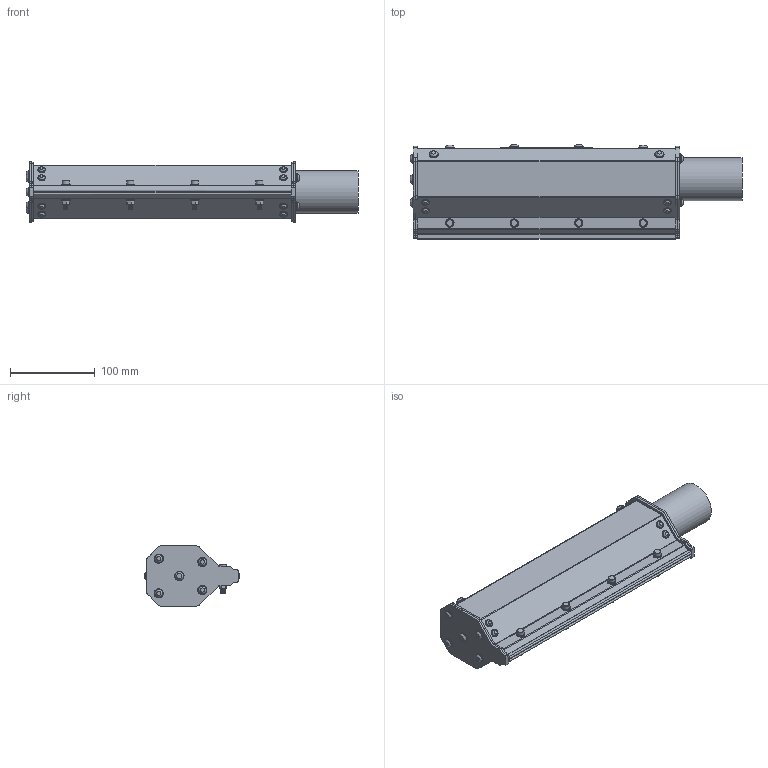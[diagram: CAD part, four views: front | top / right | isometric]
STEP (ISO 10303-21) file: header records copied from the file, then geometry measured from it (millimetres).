
FILE_DESCRIPTION(/* description */ (''),/* implementation_level */ '2;1');
FILE_NAME(/* name */ 'KA2030912 AIR KNIFE, .125 X 12 DUMMY.stp',/* time_stamp */ '2018-02-20T14:48:25-05:00',/* author */ ('James'),/* organization */ (''),/* preprocessor_version */ 'ST-DEVELOPER v16.5',/* originating_system */ 'Autodesk Inventor 2017',/* authorisation */ '');
FILE_SCHEMA (('AUTOMOTIVE_DESIGN { 1 0 10303 214 3 1 1 }'));
Length unit declared in the file: inch
Products named in the file (1): KA2030912 AIR KNIFE, .125 X 12 DUMMY
Bounding box: 392.32 x 112.09 x 71.12 mm (x, y, z)
Volume: 1642444.5 mm3; surface area: 122875.8 mm2
Topology: 1 solids, 1 shells, 434 faces, 979 edges, 648 vertices
Faces by surface type: plane 192, cylinder 145, cone 60, sphere 25, bspline 8, torus 4
Full cylindrical faces by diameter (mm): 7.6 x8, 8.5 x4, 9 x8, 9.5 x12, 10 x8, 10.135 x4, 10.5 x5, 11 x17, 50.8 x1
Entity records: 23182 total; most frequent: CARTESIAN_POINT 13681, DIRECTION 1982, ORIENTED_EDGE 1718, EDGE_CURVE 859, AXIS2_PLACEMENT_3D 824, EDGE_LOOP 618, VERTEX_POINT 611, FACE_OUTER_BOUND 434
